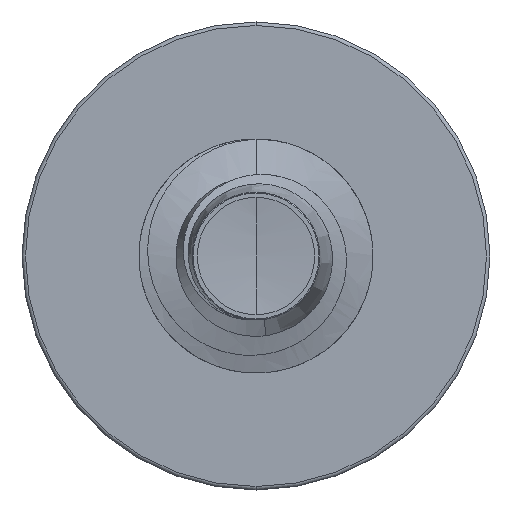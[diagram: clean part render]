
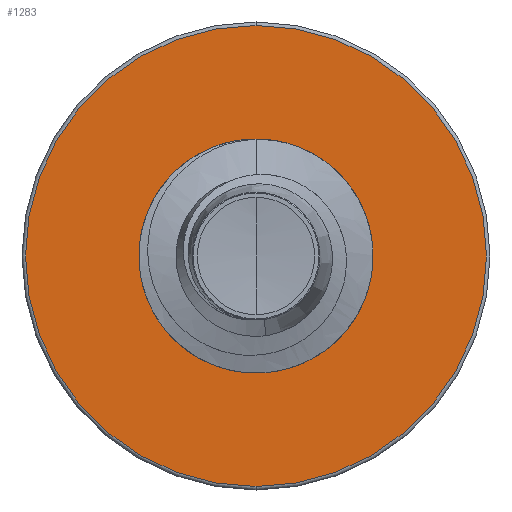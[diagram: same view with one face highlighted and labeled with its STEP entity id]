
A CAD part, front view. The second image highlights one B-rep face of the part: STEP entity #1283.
In plain terms, the highlighted planar face has unit normal (0, -1, 0).
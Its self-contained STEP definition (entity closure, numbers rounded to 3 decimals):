
#1188 = EDGE_CURVE ( 'NONE', #2174, #11958, #4379, .T. ) ;
#1283 = ADVANCED_FACE ( 'NONE', ( #3960, #9806 ), #3309, .F. ) ;
#1411 = CARTESIAN_POINT ( 'NONE',  ( 0., 8., 1.989 ) ) ;
#1426 = EDGE_CURVE ( 'NONE', #11958, #2174, #9513, .T. ) ;
#1689 = ORIENTED_EDGE ( 'NONE', *, *, #2443, .T. ) ;
#1717 = AXIS2_PLACEMENT_3D ( 'NONE', #2815, #2799, #2752 ) ;
#2174 = VERTEX_POINT ( 'NONE', #4133 ) ;
#2443 = EDGE_CURVE ( 'NONE', #9104, #11423, #2774, .T. ) ;
#2714 = AXIS2_PLACEMENT_3D ( 'NONE', #3304, #3248, #3243 ) ;
#2752 = DIRECTION ( 'NONE',  ( 0., 0., 1. ) ) ;
#2774 = CIRCLE ( 'NONE', #5139, 1.989 ) ;
#2799 = DIRECTION ( 'NONE',  ( 0., 1., 0. ) ) ;
#2815 = CARTESIAN_POINT ( 'NONE',  ( 0., 8., 0. ) ) ;
#3142 = EDGE_LOOP ( 'NONE', ( #8295, #12655 ) ) ;
#3243 = DIRECTION ( 'NONE',  ( 0., 0., 1. ) ) ;
#3248 = DIRECTION ( 'NONE',  ( 0., 1., 0. ) ) ;
#3304 = CARTESIAN_POINT ( 'NONE',  ( 0., 8., -1.989 ) ) ;
#3309 = PLANE ( 'NONE',  #2714 ) ;
#3542 = CARTESIAN_POINT ( 'NONE',  ( 0., 8., -1.989 ) ) ;
#3773 = DIRECTION ( 'NONE',  ( 0., 0., 1. ) ) ;
#3793 = DIRECTION ( 'NONE',  ( 0., 1., 0. ) ) ;
#3796 = CARTESIAN_POINT ( 'NONE',  ( 0., 8., 0. ) ) ;
#3960 = FACE_OUTER_BOUND ( 'NONE', #3142, .T. ) ;
#4133 = CARTESIAN_POINT ( 'NONE',  ( 0., 8., 3.94 ) ) ;
#4379 = CIRCLE ( 'NONE', #13361, 3.94 ) ;
#5062 = EDGE_LOOP ( 'NONE', ( #1689, #8623 ) ) ;
#5139 = AXIS2_PLACEMENT_3D ( 'NONE', #10917, #10228, #10186 ) ;
#7008 = EDGE_CURVE ( 'NONE', #11423, #9104, #12603, .T. ) ;
#7012 = CARTESIAN_POINT ( 'NONE',  ( 0., 8., -3.94 ) ) ;
#8295 = ORIENTED_EDGE ( 'NONE', *, *, #1188, .F. ) ;
#8623 = ORIENTED_EDGE ( 'NONE', *, *, #7008, .T. ) ;
#9104 = VERTEX_POINT ( 'NONE', #1411 ) ;
#9114 = DIRECTION ( 'NONE',  ( 0., 0., 1. ) ) ;
#9118 = DIRECTION ( 'NONE',  ( 0., 1., 0. ) ) ;
#9127 = CARTESIAN_POINT ( 'NONE',  ( 0., 8., 0. ) ) ;
#9513 = CIRCLE ( 'NONE', #1717, 3.94 ) ;
#9806 = FACE_BOUND ( 'NONE', #5062, .T. ) ;
#10186 = DIRECTION ( 'NONE',  ( 0., 0., 1. ) ) ;
#10228 = DIRECTION ( 'NONE',  ( 0., 1., 0. ) ) ;
#10917 = CARTESIAN_POINT ( 'NONE',  ( 0., 8., 0. ) ) ;
#11423 = VERTEX_POINT ( 'NONE', #3542 ) ;
#11958 = VERTEX_POINT ( 'NONE', #7012 ) ;
#12603 = CIRCLE ( 'NONE', #13058, 1.989 ) ;
#12655 = ORIENTED_EDGE ( 'NONE', *, *, #1426, .F. ) ;
#13058 = AXIS2_PLACEMENT_3D ( 'NONE', #9127, #9118, #9114 ) ;
#13361 = AXIS2_PLACEMENT_3D ( 'NONE', #3796, #3793, #3773 ) ;
